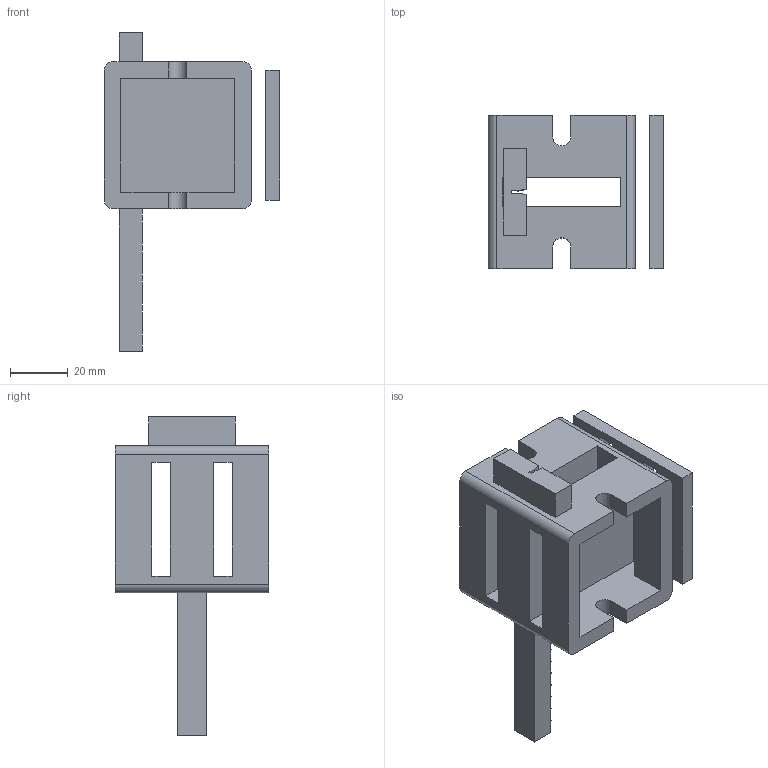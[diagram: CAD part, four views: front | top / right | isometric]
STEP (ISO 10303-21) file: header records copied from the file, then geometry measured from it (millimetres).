
FILE_DESCRIPTION(/* description */ (''),/* implementation_level */ '2;1');
FILE_NAME(/* name */ 'BaseCase_AlignmentSupport_B570_roboticarm_holder.stp',/* time_stamp */ '2026-01-07T13:42:53-05:00',/* author */ ('SCANTURK'),/* organization */ (''),/* preprocessor_version */ 'ST-DEVELOPER v20.1',/* originating_system */ 'Autodesk Inventor 2026',/* authorisation */ '');
FILE_SCHEMA (('AUTOMOTIVE_DESIGN { 1 0 10303 214 3 1 1 }'));
Products named in the file (1): BaseCase_AlignmentSupport_B570_roboticarm_holder
Bounding box: 60.63 x 53.09 x 110 mm (x, y, z)
Volume: 68110.2 mm3; surface area: 39356.4 mm2
Topology: 3 solids, 3 shells, 1937 faces, 5390 edges, 3585 vertices
Faces by surface type: bspline 1004, plane 925, cylinder 8
Entity records: 67466 total; most frequent: CARTESIAN_POINT 24747, ORIENTED_EDGE 10756, EDGE_CURVE 5378, DIRECTION 5254, VERTEX_POINT 3560, LINE 3354, VECTOR 3354, EDGE_LOOP 2064
